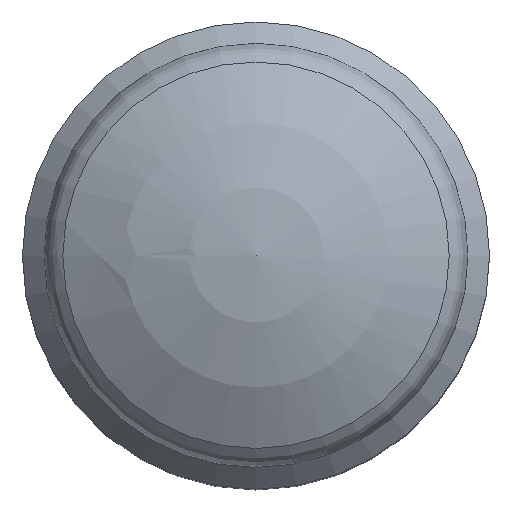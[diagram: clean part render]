
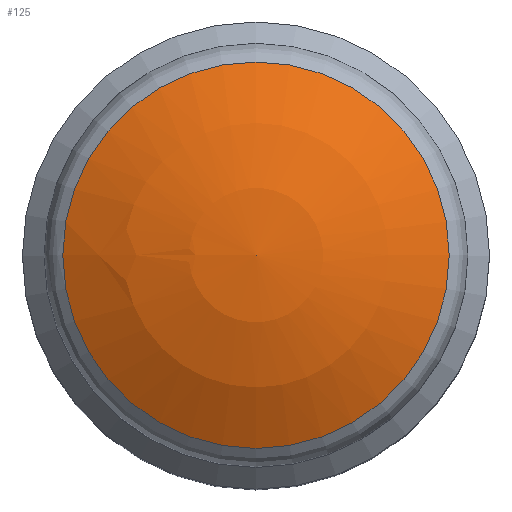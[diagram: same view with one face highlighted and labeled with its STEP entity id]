
A CAD part, top view. The second image highlights one B-rep face of the part: STEP entity #125.
In plain terms, the highlighted spherical face has radius 22 mm.
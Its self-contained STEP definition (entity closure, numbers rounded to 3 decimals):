
#24=SPHERICAL_SURFACE('',#154,22.);
#34=ORIENTED_EDGE('',*,*,#53,.F.);
#53=EDGE_CURVE('',#63,#63,#73,.T.);
#63=VERTEX_POINT('',#228);
#73=CIRCLE('',#155,11.167);
#84=EDGE_LOOP('',(#34));
#104=FACE_BOUND('',#84,.T.);
#125=ADVANCED_FACE('',(#104),#24,.T.);
#154=AXIS2_PLACEMENT_3D('',#226,#183,#184);
#155=AXIS2_PLACEMENT_3D('',#227,#185,#186);
#183=DIRECTION('',(0.,0.,-1.));
#184=DIRECTION('',(-1.,0.,0.));
#185=DIRECTION('',(0.,0.,-1.));
#186=DIRECTION('',(-1.,0.,0.));
#226=CARTESIAN_POINT('',(0.,0.,-7.348));
#227=CARTESIAN_POINT('',(0.,0.,11.607));
#228=CARTESIAN_POINT('',(-11.167,0.,11.607));
